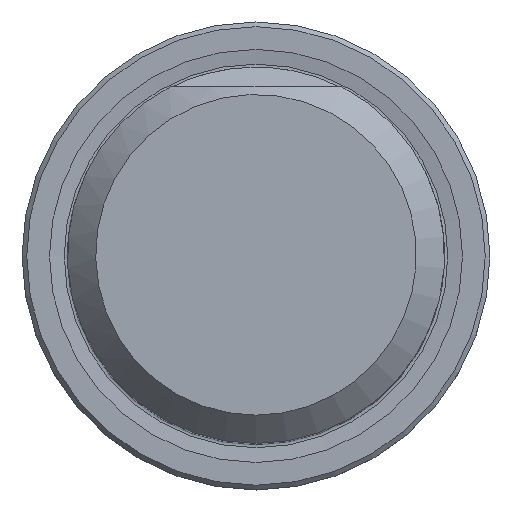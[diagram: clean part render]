
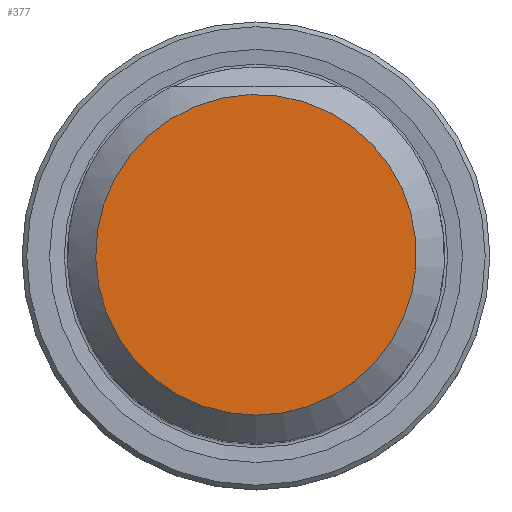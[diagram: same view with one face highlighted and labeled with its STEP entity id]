
A CAD part, top view. The second image highlights one B-rep face of the part: STEP entity #377.
In plain terms, the highlighted planar face has unit normal (0, 0, 1).
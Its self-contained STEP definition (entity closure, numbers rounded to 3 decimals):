
#253=PLANE('',#5649);
#377=ADVANCED_FACE('',(#804),#253,.T.);
#804=FACE_OUTER_BOUND('',#1091,.T.);
#1091=EDGE_LOOP('',(#2522));
#2237=CIRCLE('',#5648,16.996);
#2522=ORIENTED_EDGE('',*,*,#4694,.T.);
#4124=VERTEX_POINT('',#8246);
#4694=EDGE_CURVE('',#4124,#4124,#2237,.T.);
#5648=AXIS2_PLACEMENT_3D('',#8245,#6387,#6388);
#5649=AXIS2_PLACEMENT_3D('',#8247,#6389,#6390);
#6387=DIRECTION('',(0.,0.,1.));
#6388=DIRECTION('',(0.,-1.,0.));
#6389=DIRECTION('',(0.,0.,1.));
#6390=DIRECTION('',(0.,-1.,0.));
#8245=CARTESIAN_POINT('',(0.,0.,70.));
#8246=CARTESIAN_POINT('',(0.,-16.996,70.));
#8247=CARTESIAN_POINT('',(0.,0.,70.));
